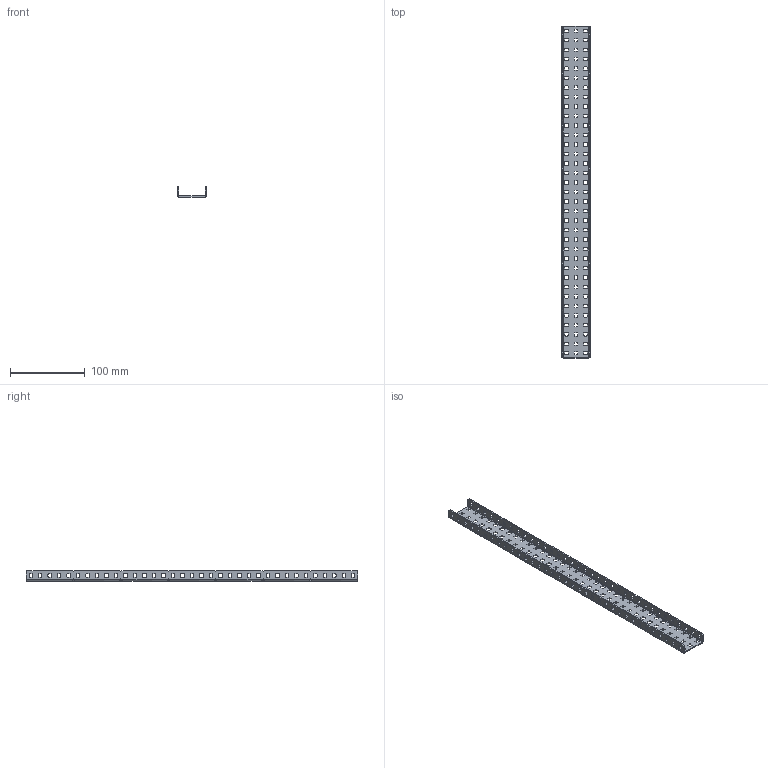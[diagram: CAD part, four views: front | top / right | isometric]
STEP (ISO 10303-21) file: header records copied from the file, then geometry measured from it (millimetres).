
FILE_DESCRIPTION (( 'STEP AP214' ), '1' );
FILE_NAME ('276-4359-002 Rev3.STEP', '2015-09-23T20:37:22', ( 'svradm' ), ( '' ), 'SwSTEP 2.0', 'SolidWorks 2015', '' );
FILE_SCHEMA (( 'AUTOMOTIVE_DESIGN' ));
Length unit declared in the file: inch
Products named in the file (1): 276-4359-002 Rev3
Bounding box: 38.1 x 444.5 x 13.87 mm (x, y, z)
Volume: 37451.2 mm3; surface area: 53592.7 mm2
Topology: 1 solids, 1 shells, 1582 faces, 4700 edges, 3096 vertices
Faces by surface type: plane 806, cylinder 728, bspline 48
Entity records: 54600 total; most frequent: CARTESIAN_POINT 10555, ORIENTED_EDGE 9400, DIRECTION 9010, EDGE_CURVE 4700, LINE 3124, VECTOR 3124, VERTEX_POINT 3096, AXIS2_PLACEMENT_3D 2943
